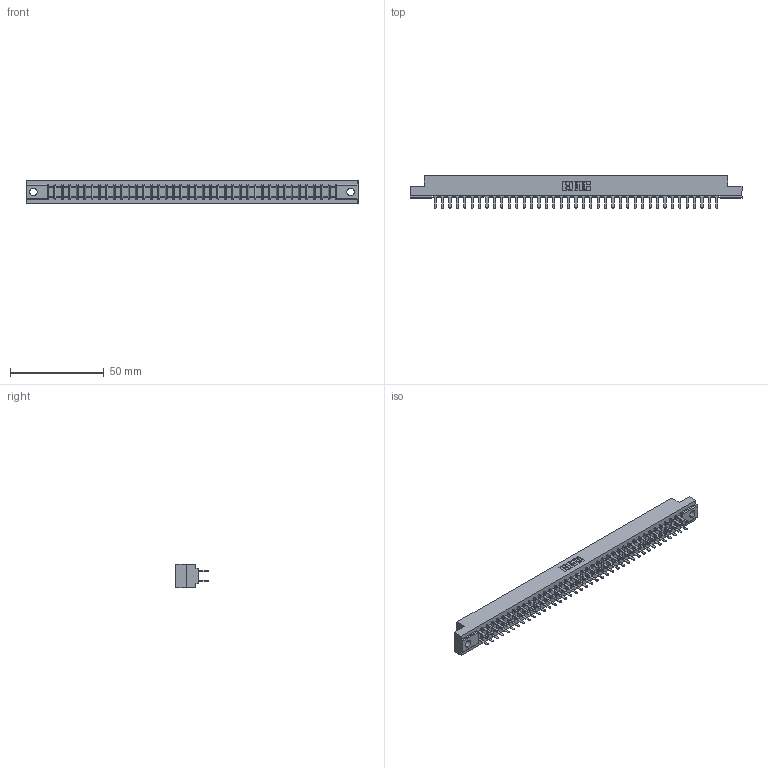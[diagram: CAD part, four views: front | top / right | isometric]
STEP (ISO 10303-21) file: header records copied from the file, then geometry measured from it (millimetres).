
FILE_DESCRIPTION (( 'STEP AP203' ), '1' );
FILE_NAME ('307-078-520-204.STEP', '2019-09-06T22:38:17', ( '' ), ( '' ), 'SwSTEP 2.0', 'SolidWorks 2016', '' );
FILE_SCHEMA (( 'CONFIG_CONTROL_DESIGN' ));
Length unit declared in the file: inch
Products named in the file (3): 307-290-001_520; 307-078-520-204; 307 Part_.156 Dia Mounting Holes
Assembly tree (79 placements, depth 2):
  307-078-520-204
    307 Part_.156 Dia Mounting Holes
    307-290-001_520  x78
Bounding box: 177.55 x 17.42 x 12.7 mm (x, y, z)
Volume: 18809.9 mm3; surface area: 22913.2 mm2
Topology: 79 solids, 79 shells, 3760 faces, 10499 edges, 6786 vertices
Faces by surface type: plane 2502, cylinder 1178, sphere 80
Entity records: 35438 total; most frequent: CARTESIAN_POINT 5801, ORIENTED_EDGE 5746, DIRECTION 5675, EDGE_CURVE 2873, LINE 2211, VECTOR 2211, VERTEX_POINT 1858, AXIS2_PLACEMENT_3D 1732
